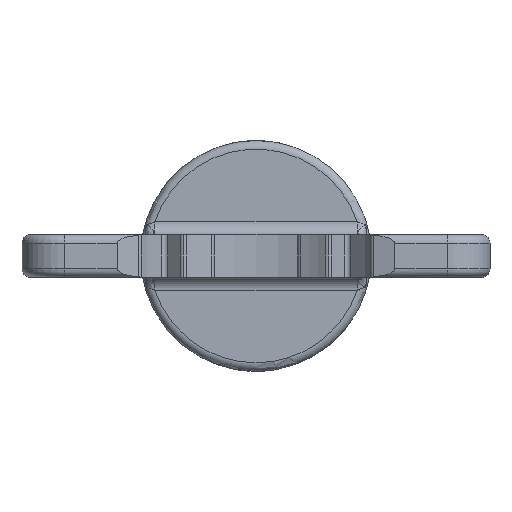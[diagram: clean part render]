
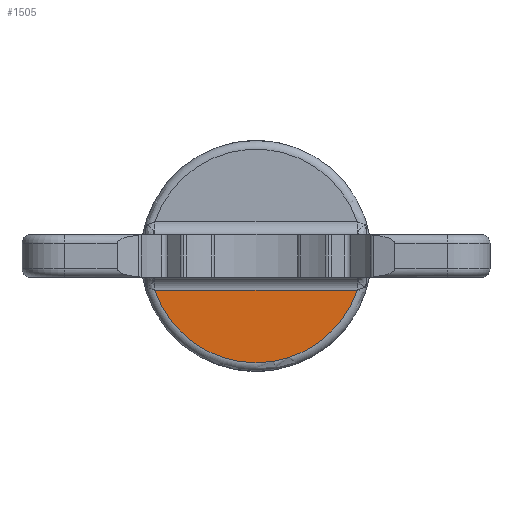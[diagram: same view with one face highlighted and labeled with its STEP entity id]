
A CAD part, left-side view. The second image highlights one B-rep face of the part: STEP entity #1505.
In plain terms, the highlighted planar face has unit normal (-1, 0, 0).
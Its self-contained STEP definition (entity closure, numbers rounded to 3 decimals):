
#155=PLANE('',#1597);
#256=CIRCLE('',#1598,12.5);
#257=CIRCLE('',#1599,12.5);
#363=VERTEX_POINT('',#1926);
#364=VERTEX_POINT('',#1927);
#365=VERTEX_POINT('',#1929);
#494=VECTOR('',#4770,1.);
#574=LINE('',#1930,#494);
#666=EDGE_CURVE('',#363,#364,#256,.T.);
#667=EDGE_CURVE('',#364,#365,#257,.T.);
#668=EDGE_CURVE('',#365,#363,#574,.T.);
#899=ORIENTED_EDGE('',*,*,#666,.T.);
#900=ORIENTED_EDGE('',*,*,#667,.T.);
#901=ORIENTED_EDGE('',*,*,#668,.T.);
#1328=EDGE_LOOP('',(#899,#900,#901));
#1417=FACE_BOUND('',#1328,.T.);
#1505=ADVANCED_FACE('',(#1417),#155,.F.);
#1597=AXIS2_PLACEMENT_3D('',#1924,#4765,$);
#1598=AXIS2_PLACEMENT_3D('',#1925,#4766,#4767);
#1599=AXIS2_PLACEMENT_3D('',#1928,#4768,#4769);
#1924=CARTESIAN_POINT('',(28.075,0.,13.5));
#1925=CARTESIAN_POINT('',(28.075,0.,0.));
#1926=CARTESIAN_POINT('',(28.075,11.843,-4.));
#1927=CARTESIAN_POINT('',(28.075,0.,-12.5));
#1928=CARTESIAN_POINT('',(28.075,0.,0.));
#1929=CARTESIAN_POINT('',(28.075,-11.843,-4.));
#1930=CARTESIAN_POINT('',(28.075,-11.843,-4.));
#4765=DIRECTION('',(1.,0.,0.));
#4766=DIRECTION('',(-1.,0.,0.));
#4767=DIRECTION('',(0.,0.,-12.5));
#4768=DIRECTION('',(-1.,0.,0.));
#4769=DIRECTION('',(0.,0.,-12.5));
#4770=DIRECTION('',(0.,1.,0.));
